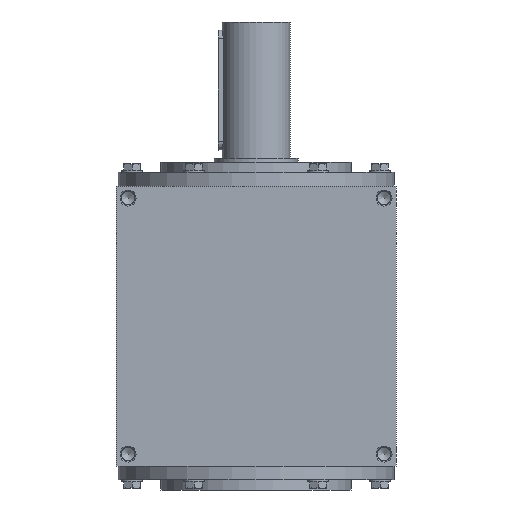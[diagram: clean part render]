
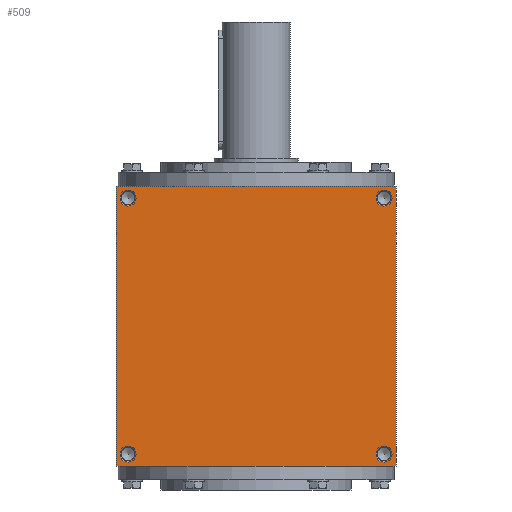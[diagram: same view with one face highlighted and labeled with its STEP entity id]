
A CAD part, left-side view. The second image highlights one B-rep face of the part: STEP entity #509.
In plain terms, the highlighted face is planar.
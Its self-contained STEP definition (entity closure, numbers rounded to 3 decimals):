
#509 = ADVANCED_FACE( '', ( #1017, #1018, #1019, #1020, #1021 ), #1022, .F. );
#1017 = FACE_BOUND( '', #1673, .T. );
#1018 = FACE_BOUND( '', #1674, .T. );
#1019 = FACE_BOUND( '', #1675, .T. );
#1020 = FACE_BOUND( '', #1676, .T. );
#1021 = FACE_OUTER_BOUND( '', #1677, .T. );
#1022 = PLANE( '', #1678 );
#1673 = EDGE_LOOP( '', ( #2473 ) );
#1674 = EDGE_LOOP( '', ( #2474 ) );
#1675 = EDGE_LOOP( '', ( #2475 ) );
#1676 = EDGE_LOOP( '', ( #2476 ) );
#1677 = EDGE_LOOP( '', ( #2477, #2478, #2479, #2480 ) );
#1678 = AXIS2_PLACEMENT_3D( '', #2481, #2482, #2483 );
#2473 = ORIENTED_EDGE( '', *, *, #3435, .F. );
#2474 = ORIENTED_EDGE( '', *, *, #3532, .T. );
#2475 = ORIENTED_EDGE( '', *, *, #3383, .F. );
#2476 = ORIENTED_EDGE( '', *, *, #3357, .T. );
#2477 = ORIENTED_EDGE( '', *, *, #3533, .F. );
#2478 = ORIENTED_EDGE( '', *, *, #3499, .F. );
#2479 = ORIENTED_EDGE( '', *, *, #3534, .F. );
#2480 = ORIENTED_EDGE( '', *, *, #3535, .F. );
#2481 = CARTESIAN_POINT( '', ( 0., 0., -175. ) );
#2482 = DIRECTION( '', ( 0., 0., 1. ) );
#2483 = DIRECTION( '', ( 1., 0., 0. ) );
#3357 = EDGE_CURVE( '', #3815, #3815, #3816, .T. );
#3383 = EDGE_CURVE( '', #3857, #3857, #3858, .T. );
#3435 = EDGE_CURVE( '', #3940, #3940, #3941, .T. );
#3499 = EDGE_CURVE( '', #4046, #4047, #4048, .T. );
#3532 = EDGE_CURVE( '', #4099, #4099, #4100, .T. );
#3533 = EDGE_CURVE( '', #4047, #4101, #4102, .T. );
#3534 = EDGE_CURVE( '', #4103, #4046, #4104, .T. );
#3535 = EDGE_CURVE( '', #4101, #4103, #4105, .T. );
#3815 = VERTEX_POINT( '', #4457 );
#3816 = CIRCLE( '', #4458, 10. );
#3857 = VERTEX_POINT( '', #4519 );
#3858 = CIRCLE( '', #4520, 10. );
#3940 = VERTEX_POINT( '', #4616 );
#3941 = CIRCLE( '', #4617, 10. );
#4046 = VERTEX_POINT( '', #4722 );
#4047 = VERTEX_POINT( '', #4723 );
#4048 = LINE( '', #4724, #4725 );
#4099 = VERTEX_POINT( '', #4875 );
#4100 = CIRCLE( '', #4876, 10. );
#4101 = VERTEX_POINT( '', #4877 );
#4102 = LINE( '', #4878, #4879 );
#4103 = VERTEX_POINT( '', #4880 );
#4104 = LINE( '', #4881, #4882 );
#4105 = LINE( '', #4883, #4884 );
#4457 = CARTESIAN_POINT( '', ( 170., -160., -175. ) );
#4458 = AXIS2_PLACEMENT_3D( '', #5399, #5400, #5401 );
#4519 = CARTESIAN_POINT( '', ( -170., -160., -175. ) );
#4520 = AXIS2_PLACEMENT_3D( '', #5438, #5439, #5440 );
#4616 = CARTESIAN_POINT( '', ( -170., 160., -175. ) );
#4617 = AXIS2_PLACEMENT_3D( '', #5536, #5537, #5538 );
#4722 = CARTESIAN_POINT( '', ( 175., 175., -175. ) );
#4723 = CARTESIAN_POINT( '', ( -175., 175., -175. ) );
#4724 = CARTESIAN_POINT( '', ( 175., 175., -175. ) );
#4725 = VECTOR( '', #5680, 1000. );
#4875 = CARTESIAN_POINT( '', ( 170., 160., -175. ) );
#4876 = AXIS2_PLACEMENT_3D( '', #5726, #5727, #5728 );
#4877 = CARTESIAN_POINT( '', ( -175., -175., -175. ) );
#4878 = CARTESIAN_POINT( '', ( -175., 175., -175. ) );
#4879 = VECTOR( '', #5729, 1000. );
#4880 = CARTESIAN_POINT( '', ( 175., -175., -175. ) );
#4881 = CARTESIAN_POINT( '', ( 175., -175., -175. ) );
#4882 = VECTOR( '', #5730, 1000. );
#4883 = CARTESIAN_POINT( '', ( -175., -175., -175. ) );
#4884 = VECTOR( '', #5731, 1000. );
#5399 = CARTESIAN_POINT( '', ( 160., -160., -175. ) );
#5400 = DIRECTION( '', ( 0., 0., 1. ) );
#5401 = DIRECTION( '', ( 1., 0., 0. ) );
#5438 = CARTESIAN_POINT( '', ( -160., -160., -175. ) );
#5439 = DIRECTION( '', ( 0., 0., -1. ) );
#5440 = DIRECTION( '', ( -1., 0., 0. ) );
#5536 = CARTESIAN_POINT( '', ( -160., 160., -175. ) );
#5537 = DIRECTION( '', ( 0., 0., -1. ) );
#5538 = DIRECTION( '', ( -1., 0., 0. ) );
#5680 = DIRECTION( '', ( -1., 0., 0. ) );
#5726 = CARTESIAN_POINT( '', ( 160., 160., -175. ) );
#5727 = DIRECTION( '', ( 0., 0., 1. ) );
#5728 = DIRECTION( '', ( 1., 0., 0. ) );
#5729 = DIRECTION( '', ( 0., -1., 0. ) );
#5730 = DIRECTION( '', ( 0., 1., 0. ) );
#5731 = DIRECTION( '', ( 1., 0., 0. ) );
